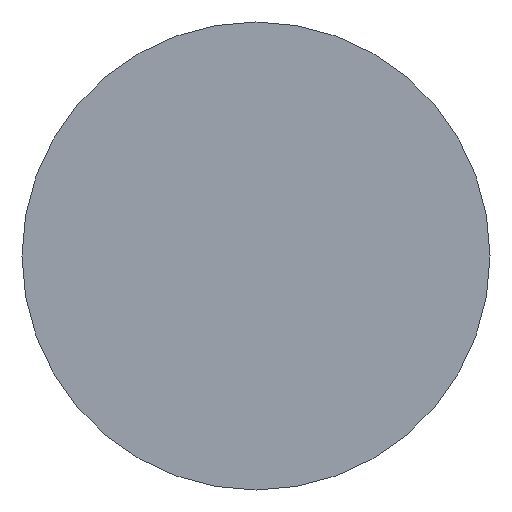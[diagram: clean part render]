
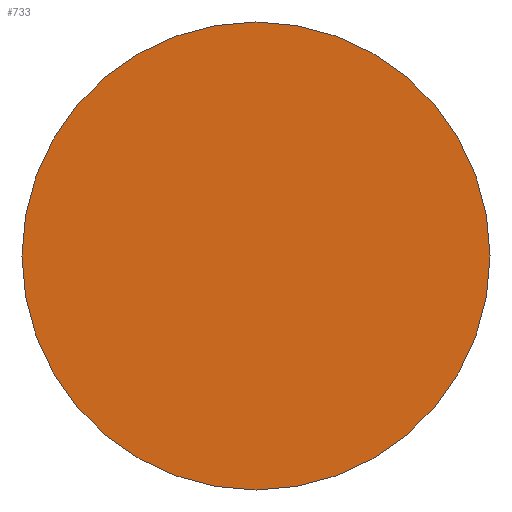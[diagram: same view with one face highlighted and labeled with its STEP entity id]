
A CAD part, front view. The second image highlights one B-rep face of the part: STEP entity #733.
In plain terms, the highlighted planar face has unit normal (0, -1, 0).
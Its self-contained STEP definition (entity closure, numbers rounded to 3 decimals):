
#61=PLANE('',#853);
#138=FACE_OUTER_BOUND('',#181,.T.);
#181=EDGE_LOOP('',(#655,#656));
#278=CIRCLE('',#850,44.);
#279=CIRCLE('',#851,44.);
#352=VERTEX_POINT('',#1364);
#353=VERTEX_POINT('',#1365);
#455=EDGE_CURVE('',#352,#353,#278,.T.);
#456=EDGE_CURVE('',#353,#352,#279,.T.);
#655=ORIENTED_EDGE('',*,*,#455,.T.);
#656=ORIENTED_EDGE('',*,*,#456,.T.);
#733=ADVANCED_FACE('',(#138),#61,.T.);
#850=AXIS2_PLACEMENT_3D('',#1366,#1062,#1063);
#851=AXIS2_PLACEMENT_3D('',#1367,#1064,#1065);
#853=AXIS2_PLACEMENT_3D('',#1369,#1068,#1069);
#1062=DIRECTION('center_axis',(0.,-1.,0.));
#1063=DIRECTION('ref_axis',(-1.,0.,0.));
#1064=DIRECTION('center_axis',(0.,-1.,0.));
#1065=DIRECTION('ref_axis',(-1.,0.,0.));
#1068=DIRECTION('center_axis',(0.,-1.,0.));
#1069=DIRECTION('ref_axis',(0.,0.,-1.));
#1364=CARTESIAN_POINT('',(-44.,0.,0.));
#1365=CARTESIAN_POINT('',(0.,0.,-44.));
#1366=CARTESIAN_POINT('Origin',(0.,0.,0.));
#1367=CARTESIAN_POINT('Origin',(0.,0.,0.));
#1369=CARTESIAN_POINT('Origin',(-22.,0.,0.));
